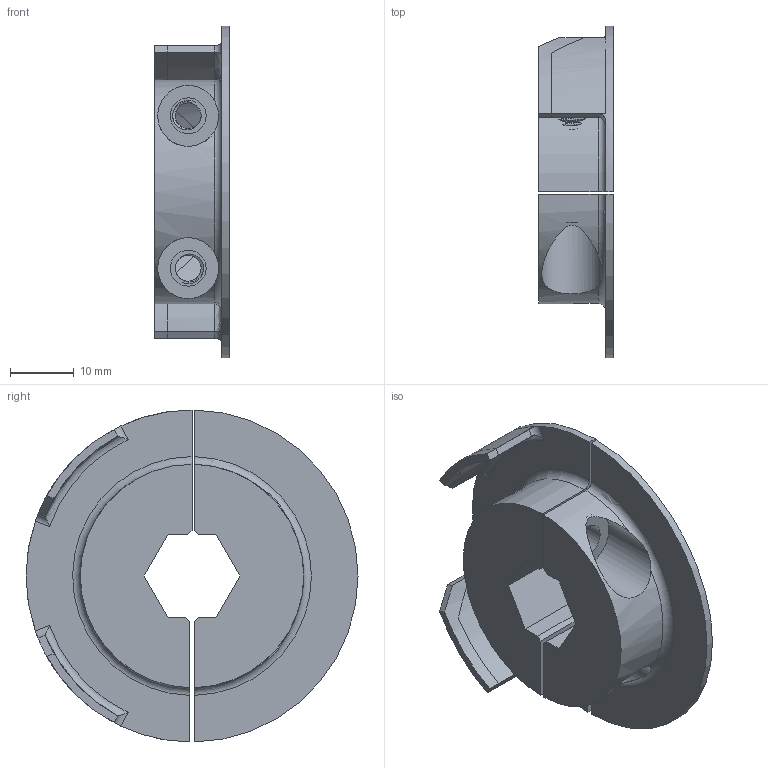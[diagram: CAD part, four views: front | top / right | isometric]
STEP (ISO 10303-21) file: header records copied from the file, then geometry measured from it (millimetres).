
FILE_DESCRIPTION(/* description */ (''),/* implementation_level */ '2;1');
FILE_NAME(/* name */ 'Lerdge.com Endstop Interruptor.step',/* time_stamp */ '2023-11-25T09:34:13-05:00',/* author */ (''),/* organization */ (''),/* preprocessor_version */ 'ST-DEVELOPER v20',/* originating_system */ 'Autodesk Translation Framework v12.14.0.127',/* authorisation */ '');
FILE_SCHEMA (('AUTOMOTIVE_DESIGN { 1 0 10303 214 3 1 1 }'));
Length unit declared in the file: inch
Products named in the file (1): Lerdge.com Endstop Interruptor
Bounding box: 11.7 x 51.9 x 51.9 mm (x, y, z)
Volume: 9867.8 mm3; surface area: 8511.7 mm2
Topology: 4 solids, 4 shells, 163 faces, 466 edges, 310 vertices
Faces by surface type: cylinder 94, plane 43, bspline 22, torus 4
Full cylindrical faces by diameter (mm): 4.064 x9, 4.826 x11, 5.613 x2, 9.525 x2
Entity records: 9499 total; most frequent: CARTESIAN_POINT 5721, ORIENTED_EDGE 932, DIRECTION 539, EDGE_CURVE 466, VERTEX_POINT 310, B_SPLINE_CURVE_WITH_KNOTS 261, AXIS2_PLACEMENT_3D 192, EDGE_LOOP 172
